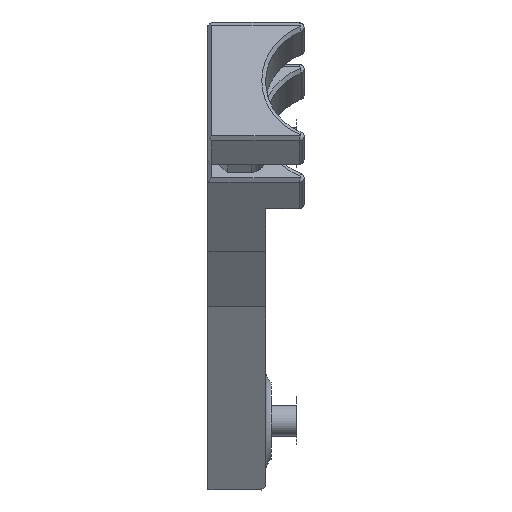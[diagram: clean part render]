
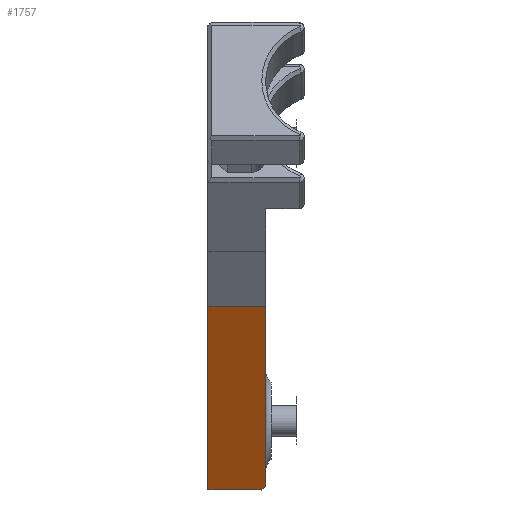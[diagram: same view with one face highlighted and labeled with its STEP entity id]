
A CAD part, top view. The second image highlights one B-rep face of the part: STEP entity #1757.
In plain terms, the highlighted planar face has unit normal (0, -0.51, 0.86).
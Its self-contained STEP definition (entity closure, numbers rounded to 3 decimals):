
#149=PLANE('',#1891);
#233=FACE_OUTER_BOUND('',#343,.T.);
#343=EDGE_LOOP('',(#1511,#1512,#1513,#1514,#1515));
#425=B_SPLINE_CURVE_WITH_KNOTS('',3,(#3347,#3348,#3349,#3350,#3351,#3352),
 .UNSPECIFIED.,.F.,.F.,(4,2,4),(-0.561,-0.3,-0.001),
 .UNSPECIFIED.);
#441=LINE('',#2451,#593);
#536=LINE('',#3193,#688);
#564=LINE('',#3345,#716);
#565=LINE('',#3353,#717);
#593=VECTOR('',#1961,10.);
#688=VECTOR('',#2152,10.);
#716=VECTOR('',#2240,10.);
#717=VECTOR('',#2241,10.);
#750=VERTEX_POINT('',#2448);
#751=VERTEX_POINT('',#2450);
#852=VERTEX_POINT('',#3190);
#853=VERTEX_POINT('',#3192);
#873=VERTEX_POINT('',#3346);
#911=EDGE_CURVE('',#750,#751,#441,.T.);
#1058=EDGE_CURVE('',#852,#853,#536,.T.);
#1102=EDGE_CURVE('',#751,#852,#564,.T.);
#1103=EDGE_CURVE('',#873,#750,#425,.T.);
#1104=EDGE_CURVE('',#853,#873,#565,.T.);
#1511=ORIENTED_EDGE('',*,*,#1058,.F.);
#1512=ORIENTED_EDGE('',*,*,#1102,.F.);
#1513=ORIENTED_EDGE('',*,*,#911,.F.);
#1514=ORIENTED_EDGE('',*,*,#1103,.F.);
#1515=ORIENTED_EDGE('',*,*,#1104,.F.);
#1757=ADVANCED_FACE('',(#233),#149,.F.);
#1891=AXIS2_PLACEMENT_3D('',#3344,#2238,#2239);
#1961=DIRECTION('',(0.,0.86,0.51));
#2152=DIRECTION('',(0.,-0.86,-0.51));
#2238=DIRECTION('center_axis',(0.,0.51,-0.86));
#2239=DIRECTION('ref_axis',(0.,0.86,0.51));
#2240=DIRECTION('',(1.,0.,0.));
#2241=DIRECTION('',(-0.707,-0.608,-0.36));
#2448=CARTESIAN_POINT('',(20.009,-19.428,60.527));
#2450=CARTESIAN_POINT('',(20.009,-0.409,71.797));
#2451=CARTESIAN_POINT('',(20.009,-9.603,66.349));
#3190=CARTESIAN_POINT('',(26.009,-0.409,71.797));
#3192=CARTESIAN_POINT('',(26.009,-19.084,60.732));
#3193=CARTESIAN_POINT('',(26.009,-9.603,66.349));
#3344=CARTESIAN_POINT('Origin',(20.009,-19.428,60.527));
#3345=CARTESIAN_POINT('',(20.009,-0.409,71.797));
#3346=CARTESIAN_POINT('',(25.609,-19.428,60.528));
#3347=CARTESIAN_POINT('Ctrl Pts',(25.609,-19.428,60.528));
#3348=CARTESIAN_POINT('Ctrl Pts',(24.742,-19.428,60.528));
#3349=CARTESIAN_POINT('Ctrl Pts',(23.874,-19.428,60.528));
#3350=CARTESIAN_POINT('Ctrl Pts',(22.007,-19.428,60.527));
#3351=CARTESIAN_POINT('Ctrl Pts',(21.008,-19.428,60.527));
#3352=CARTESIAN_POINT('Ctrl Pts',(20.009,-19.428,60.527));
#3353=CARTESIAN_POINT('',(24.308,-20.548,59.864));
